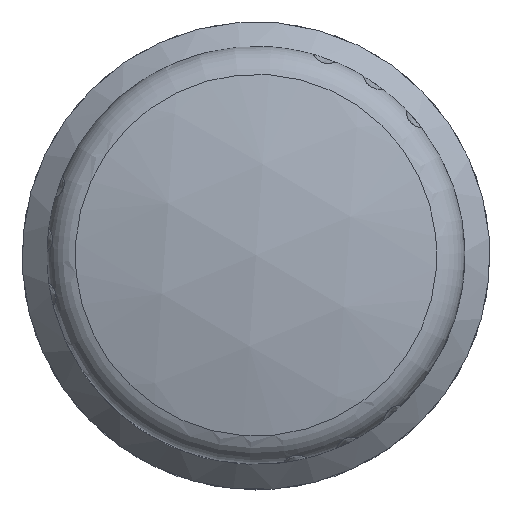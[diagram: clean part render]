
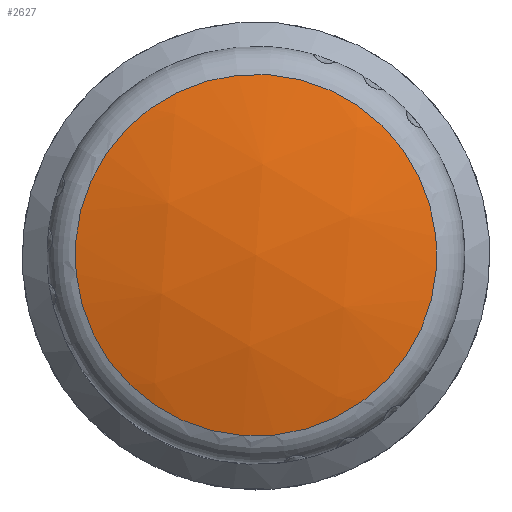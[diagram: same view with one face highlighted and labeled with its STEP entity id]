
A CAD part, top view. The second image highlights one B-rep face of the part: STEP entity #2627.
In plain terms, the highlighted spherical face has radius 40 mm.
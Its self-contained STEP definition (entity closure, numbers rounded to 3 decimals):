
#23=SPHERICAL_SURFACE($,#2841,40.);
#734=FACE_OUTER_BOUND($,#905,.T.);
#905=EDGE_LOOP($,(#2344));
#1011=CIRCLE($,#2842,10.822);
#1254=VERTEX_POINT($,#4963);
#1624=EDGE_CURVE($,#1254,#1254,#1011,.T.);
#2344=ORIENTED_EDGE($,*,*,#1624,.F.);
#2627=ADVANCED_FACE($,(#734),#23,.T.);
#2841=AXIS2_PLACEMENT_3D($,#4962,#3424,#3425);
#2842=AXIS2_PLACEMENT_3D($,#4964,#3426,#3427);
#3424=DIRECTION('center_axis',(0.997,-0.073,0.));
#3425=DIRECTION('ref_axis',(0.073,0.997,0.));
#3426=DIRECTION('center_axis',(0.,0.,
-1.));
#3427=DIRECTION('ref_axis',(0.073,0.997,0.));
#4962=CARTESIAN_POINT('Origin',(0.,0.,
-14.45));
#4963=CARTESIAN_POINT('',(0.785,10.794,24.058));
#4964=CARTESIAN_POINT('Origin',(0.,0.,
24.058));
